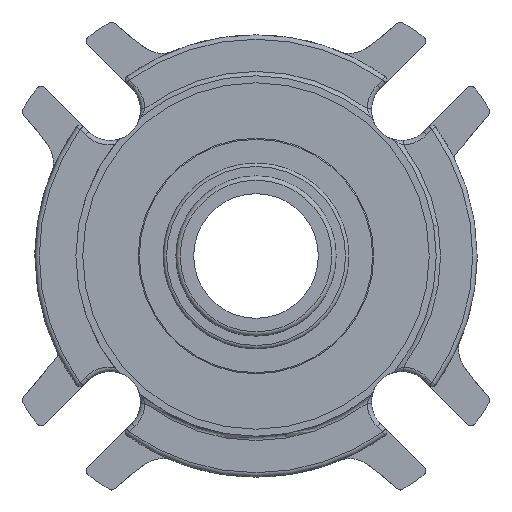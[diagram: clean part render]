
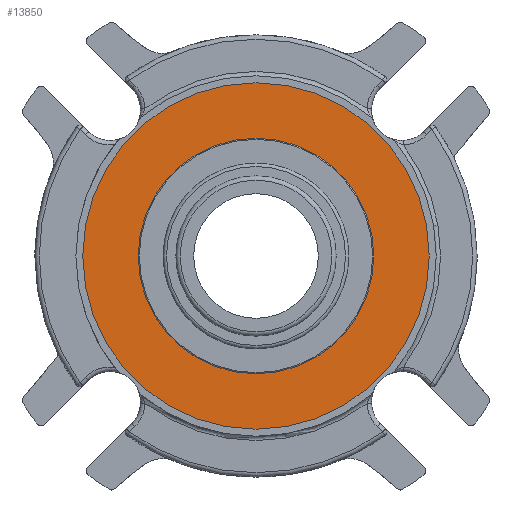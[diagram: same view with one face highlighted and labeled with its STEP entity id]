
A CAD part, front view. The second image highlights one B-rep face of the part: STEP entity #13850.
In plain terms, the highlighted planar face has unit normal (0, -1, 0).
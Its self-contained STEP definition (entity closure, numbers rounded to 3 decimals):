
#1713=PLANE('',#14998);
#4501=ORIENTED_EDGE('',*,*,#5934,.F.);
#4502=ORIENTED_EDGE('',*,*,#5935,.F.);
#5934=EDGE_CURVE('',#6814,#6814,#7411,.F.);
#5935=EDGE_CURVE('',#6815,#6815,#7412,.T.);
#6814=VERTEX_POINT('',#23047);
#6815=VERTEX_POINT('',#23049);
#7411=CIRCLE('',#14999,26.988);
#7412=CIRCLE('',#15000,39.688);
#8078=EDGE_LOOP('',(#4501));
#8079=EDGE_LOOP('',(#4502));
#8768=FACE_BOUND('',#8078,.T.);
#8769=FACE_BOUND('',#8079,.T.);
#13850=ADVANCED_FACE('',(#8768,#8769),#1713,.F.);
#14998=AXIS2_PLACEMENT_3D('',#23045,#17769,#17770);
#14999=AXIS2_PLACEMENT_3D('',#23046,#17771,#17772);
#15000=AXIS2_PLACEMENT_3D('',#23048,#17773,#17774);
#17769=DIRECTION('',(0.,1.,0.));
#17770=DIRECTION('',(0.,0.,1.));
#17771=DIRECTION('',(0.,1.,0.));
#17772=DIRECTION('',(0.,0.,1.));
#17773=DIRECTION('',(0.,1.,0.));
#17774=DIRECTION('',(0.,0.,1.));
#23045=CARTESIAN_POINT('',(0.,2.642,33.338));
#23046=CARTESIAN_POINT('',(0.,2.642,0.));
#23047=CARTESIAN_POINT('',(0.,2.642,26.988));
#23048=CARTESIAN_POINT('',(0.,2.642,0.));
#23049=CARTESIAN_POINT('',(0.,2.642,39.688));
